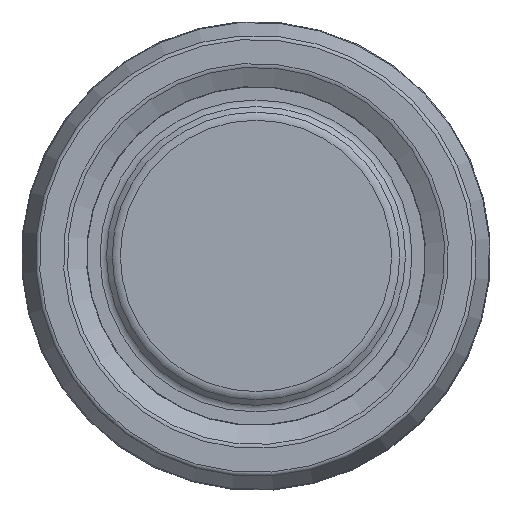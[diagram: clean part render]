
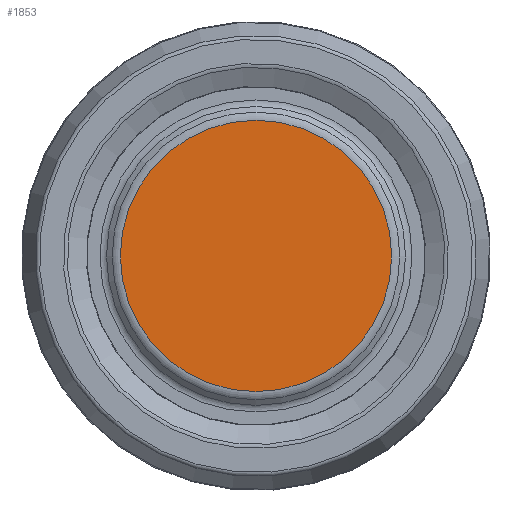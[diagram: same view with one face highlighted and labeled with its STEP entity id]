
A CAD part, top view. The second image highlights one B-rep face of the part: STEP entity #1853.
In plain terms, the highlighted planar face has unit normal (0, 0, 1).
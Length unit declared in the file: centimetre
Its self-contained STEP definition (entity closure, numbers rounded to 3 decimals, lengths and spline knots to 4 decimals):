
#398=FACE_OUTER_BOUND($,#539,.T.);
#539=EDGE_LOOP($,(#1304));
#693=CIRCLE($,#2002,0.8067);
#826=VERTEX_POINT($,#4460);
#1016=EDGE_CURVE($,#826,#826,#693,.T.);
#1304=ORIENTED_EDGE($,*,*,#1016,.T.);
#1786=PLANE($,#2003);
#1853=ADVANCED_FACE($,(#398),#1786,.T.);
#2002=AXIS2_PLACEMENT_3D($,#4461,#2291,#2292);
#2003=AXIS2_PLACEMENT_3D($,#4462,#2293,#2294);
#2291=DIRECTION('center_axis',(0.,0.,
1.));
#2292=DIRECTION('ref_axis',(0.,1.,0.));
#2293=DIRECTION('center_axis',(0.,0.,
1.));
#2294=DIRECTION('ref_axis',(0.,-1.,0.));
#4460=CARTESIAN_POINT('',(0.,5.8121,1.441));
#4461=CARTESIAN_POINT('Origin',(0.,5.0055,
1.441));
#4462=CARTESIAN_POINT('Origin',(0.,5.4088,
1.441));
